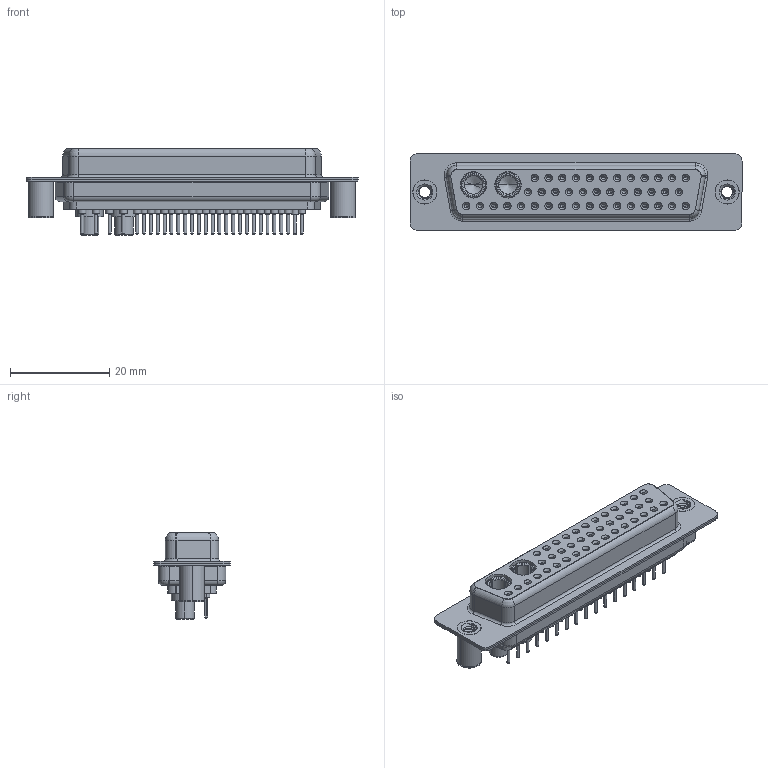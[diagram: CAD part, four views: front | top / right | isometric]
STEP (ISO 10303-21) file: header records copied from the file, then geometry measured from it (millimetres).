
FILE_DESCRIPTION (( 'STEP AP203' ), '1' );
FILE_NAME ('628-43W2624-4T3.STEP', '2019-06-26T21:05:34', ( '' ), ( '' ), 'SwSTEP 2.0', 'SolidWorks 2016', '' );
FILE_SCHEMA (( 'CONFIG_CONTROL_DESIGN' ));
Length unit declared in the file: millimetre
Products named in the file (9): 628-43W2624-4T3; 628Combo Contact Row 1_24; 628Combo Contact Row 2_24; 628Combo Housing_43W2; 628Combo Shell Front_50 Contacts; Power Socket_40A S; 628Combo Threaded Board Spacer_3; 628Combo Contact Row 3_24; 628Combo Shell Rear_50 Contacts
Assembly tree (48 placements, depth 2):
  628-43W2624-4T3
    628Combo Housing_43W2
    628Combo Shell Front_50 Contacts
    628Combo Shell Rear_50 Contacts
    628Combo Threaded Board Spacer_3  x2
    628Combo Contact Row 1_24  x12
    628Combo Contact Row 2_24  x12
    628Combo Contact Row 3_24  x17
    Power Socket_40A S  x2
Bounding box: 67 x 15.4 x 17.55 mm (x, y, z)
Volume: 7172 mm3; surface area: 14882.3 mm2
Topology: 50 solids, 50 shells, 2718 faces, 6333 edges, 3892 vertices
Faces by surface type: cylinder 986, plane 740, torus 643, cone 339, bspline 10
Entity records: 32809 total; most frequent: CARTESIAN_POINT 6952, DIRECTION 5532, ORIENTED_EDGE 4578, AXIS2_PLACEMENT_3D 2348, EDGE_CURVE 2289, VERTEX_POINT 1452, CIRCLE 1300, EDGE_LOOP 1249
